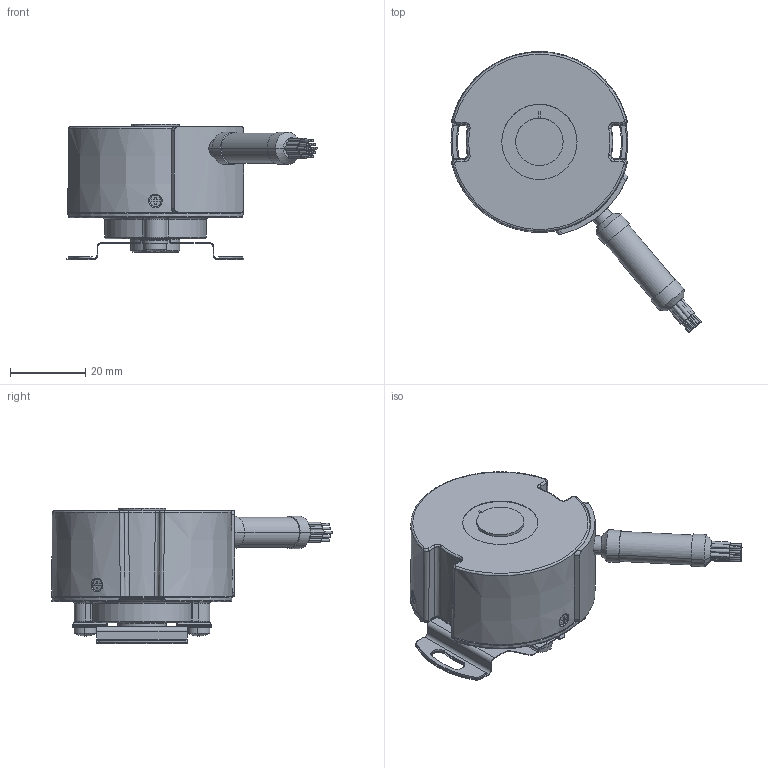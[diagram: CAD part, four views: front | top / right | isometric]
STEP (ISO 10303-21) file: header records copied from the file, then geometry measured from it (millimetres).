
FILE_DESCRIPTION(('CoCreate Modeling STEP Export'),'2;1');
FILE_NAME('48T2_PCD_40mm_coupling.stp','2023-08-16T16:42:20',(''),(''),'CoCreate Modeling STEP processor for AP203 (Solid Model)','CoCreate Modeling 17.0B 09-Oct-2010 (C) Parametric Technology GmbH','');
FILE_SCHEMA(('CONFIG_CONTROL_DESIGN'));
Length unit declared in the file: millimetre
Products named in the file (2): 48T2_PCD_40mm_coupling
Assembly tree (1 placements, depth 2):
  48T2_PCD_40mm_coupling
    48T2_PCD_40mm_coupling
Bounding box: 66.44 x 74.6 x 35.92 mm (x, y, z)
Volume: 46150.5 mm3; surface area: 14183.1 mm2
Topology: 1 solids, 5 shells, 595 faces, 1465 edges, 934 vertices
Faces by surface type: cylinder 233, plane 225, cone 52, bspline 42, torus 32, sphere 8, extrusion 3
Entity records: 21647 total; most frequent: CARTESIAN_POINT 8104, ORIENTED_EDGE 2926, DIRECTION 2590, EDGE_CURVE 1461, AXIS2_PLACEMENT_3D 980, VERTEX_POINT 934, EDGE_LOOP 667, VECTOR 630
